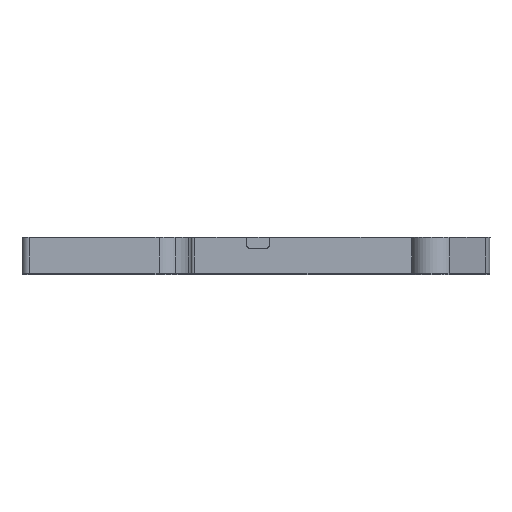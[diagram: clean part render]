
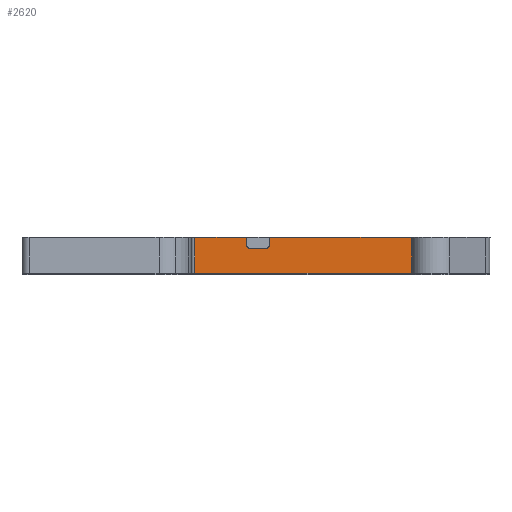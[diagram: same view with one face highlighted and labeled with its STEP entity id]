
A CAD part, front view. The second image highlights one B-rep face of the part: STEP entity #2620.
In plain terms, the highlighted planar face has unit normal (0, -1, 0).
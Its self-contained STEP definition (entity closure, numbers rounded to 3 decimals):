
#120 = CARTESIAN_POINT ( 'NONE',  ( 43.253, 21.03, 55.029 ) ) ;
#442 = VECTOR ( 'NONE', #4320, 1000. ) ;
#657 = CARTESIAN_POINT ( 'NONE',  ( 20.258, 21.03, 53.529 ) ) ;
#769 = DIRECTION ( 'NONE',  ( 1., 0., 0. ) ) ;
#1002 = CARTESIAN_POINT ( 'NONE',  ( 22.958, 21.03, 54.029 ) ) ;
#1248 = VERTEX_POINT ( 'NONE', #3873 ) ;
#1519 = DIRECTION ( 'NONE',  ( 1., 0., 0. ) ) ;
#1924 = CARTESIAN_POINT ( 'NONE',  ( 22.958, 21.03, 55.079 ) ) ;
#1925 = ORIENTED_EDGE ( 'NONE', *, *, #16342, .T. ) ;
#2056 = CARTESIAN_POINT ( 'NONE',  ( 12.549, 21.03, 53.529 ) ) ;
#2154 = CARTESIAN_POINT ( 'NONE',  ( 12.549, 21.03, 55.029 ) ) ;
#2218 = VERTEX_POINT ( 'NONE', #8973 ) ;
#2442 = VERTEX_POINT ( 'NONE', #1002 ) ;
#2452 = CARTESIAN_POINT ( 'NONE',  ( 22.958, 21.03, 53.736 ) ) ;
#2464 = DIRECTION ( 'NONE',  ( 0., 0., 1. ) ) ;
#2585 = VERTEX_POINT ( 'NONE', #8763 ) ;
#2620 = ADVANCED_FACE ( 'NONE', ( #12642 ), #4910, .F. ) ;
#2695 = DIRECTION ( 'NONE',  ( -1., 0., 0. ) ) ;
#2723 = EDGE_CURVE ( 'NONE', #14839, #12631, #7356, .T. ) ;
#3333 = CARTESIAN_POINT ( 'NONE',  ( 19.758, 21.03, 54.029 ) ) ;
#3644 = EDGE_CURVE ( 'NONE', #9749, #2585, #16690, .T. ) ;
#3873 = CARTESIAN_POINT ( 'NONE',  ( 12.549, 21.03, 50.029 ) ) ;
#4320 = DIRECTION ( 'NONE',  ( 0., 0., -1. ) ) ;
#4608 = VECTOR ( 'NONE', #2464, 1000. ) ;
#4910 = PLANE ( 'NONE',  #7213 ) ;
#4965 = DIRECTION ( 'NONE',  ( 0., 1., 0. ) ) ;
#5105 = CARTESIAN_POINT ( 'NONE',  ( 22.958, 21.03, 54.029 ) ) ;
#5315 = DIRECTION ( 'NONE',  ( -1., 0., 0. ) ) ;
#5363 = ORIENTED_EDGE ( 'NONE', *, *, #3644, .T. ) ;
#5837 = ORIENTED_EDGE ( 'NONE', *, *, #12189, .T. ) ;
#5863 = CARTESIAN_POINT ( 'NONE',  ( 43.253, 21.03, 50.029 ) ) ;
#6026 = LINE ( 'NONE', #14246, #12891 ) ;
#6256 = CARTESIAN_POINT ( 'NONE',  ( 22.458, 21.03, 53.529 ) ) ;
#6359 = EDGE_LOOP ( 'NONE', ( #7509, #12970, #15945, #1925, #10749, #9305, #14187, #5837, #16181, #5363 ) ) ;
#6710 = VECTOR ( 'NONE', #2695, 1000. ) ;
#6797 = VERTEX_POINT ( 'NONE', #10400 ) ;
#6801 = LINE ( 'NONE', #16824, #4608 ) ;
#7213 = AXIS2_PLACEMENT_3D ( 'NONE', #13959, #4965, #14007 ) ;
#7356 = LINE ( 'NONE', #8058, #442 ) ;
#7509 = ORIENTED_EDGE ( 'NONE', *, *, #12213, .T. ) ;
#7794 = LINE ( 'NONE', #9340, #15112 ) ;
#8058 = CARTESIAN_POINT ( 'NONE',  ( 43.253, 21.03, 55.079 ) ) ;
#8763 = CARTESIAN_POINT ( 'NONE',  ( 20.258, 21.03, 53.529 ) ) ;
#8828 = CARTESIAN_POINT ( 'NONE',  ( 12.549, 21.03, 55.079 ) ) ;
#8973 = CARTESIAN_POINT ( 'NONE',  ( 12.549, 21.03, 55.029 ) ) ;
#9107 =( BOUNDED_CURVE ( )  B_SPLINE_CURVE ( 3, ( #657, #14950, #13414, #14770 ),
 .UNSPECIFIED., .F., .T. ) 
 B_SPLINE_CURVE_WITH_KNOTS ( ( 4, 4 ),
 ( 4.712, 6.283 ),
 .UNSPECIFIED. ) 
 CURVE ( )  GEOMETRIC_REPRESENTATION_ITEM ( )  RATIONAL_B_SPLINE_CURVE ( ( 1., 0.805, 0.805, 1. ) ) 
 REPRESENTATION_ITEM ( '' )  );
#9305 = ORIENTED_EDGE ( 'NONE', *, *, #2723, .F. ) ;
#9340 = CARTESIAN_POINT ( 'NONE',  ( 12.549, 21.03, 55.029 ) ) ;
#9725 = EDGE_CURVE ( 'NONE', #13216, #6797, #6801, .T. ) ;
#9749 = VERTEX_POINT ( 'NONE', #11903 ) ;
#9768 = LINE ( 'NONE', #2154, #11401 ) ;
#10399 = EDGE_CURVE ( 'NONE', #2218, #6797, #7794, .T. ) ;
#10400 = CARTESIAN_POINT ( 'NONE',  ( 19.758, 21.03, 55.029 ) ) ;
#10465 = LINE ( 'NONE', #8828, #11875 ) ;
#10749 = ORIENTED_EDGE ( 'NONE', *, *, #15978, .F. ) ;
#11401 = VECTOR ( 'NONE', #769, 1000. ) ;
#11688 = EDGE_CURVE ( 'NONE', #14313, #14839, #9768, .T. ) ;
#11875 = VECTOR ( 'NONE', #12608, 1000. ) ;
#11903 = CARTESIAN_POINT ( 'NONE',  ( 22.458, 21.03, 53.529 ) ) ;
#12189 = EDGE_CURVE ( 'NONE', #14313, #2442, #12792, .T. ) ;
#12213 = EDGE_CURVE ( 'NONE', #2585, #13216, #9107, .T. ) ;
#12346 = DIRECTION ( 'NONE',  ( 0., 0., -1. ) ) ;
#12608 = DIRECTION ( 'NONE',  ( 0., 0., -1. ) ) ;
#12631 = VERTEX_POINT ( 'NONE', #5863 ) ;
#12642 = FACE_OUTER_BOUND ( 'NONE', #6359, .T. ) ;
#12792 = LINE ( 'NONE', #1924, #13804 ) ;
#12891 = VECTOR ( 'NONE', #5315, 1000. ) ;
#12896 = EDGE_CURVE ( 'NONE', #2442, #9749, #14382, .T. ) ;
#12970 = ORIENTED_EDGE ( 'NONE', *, *, #9725, .T. ) ;
#13216 = VERTEX_POINT ( 'NONE', #3333 ) ;
#13414 = CARTESIAN_POINT ( 'NONE',  ( 19.758, 21.03, 53.736 ) ) ;
#13759 = CARTESIAN_POINT ( 'NONE',  ( 22.958, 21.03, 55.029 ) ) ;
#13804 = VECTOR ( 'NONE', #12346, 1000. ) ;
#13959 = CARTESIAN_POINT ( 'NONE',  ( 12.549, 21.03, 55.079 ) ) ;
#14007 = DIRECTION ( 'NONE',  ( -1., 0., 0. ) ) ;
#14187 = ORIENTED_EDGE ( 'NONE', *, *, #11688, .F. ) ;
#14246 = CARTESIAN_POINT ( 'NONE',  ( 43.253, 21.03, 50.029 ) ) ;
#14313 = VERTEX_POINT ( 'NONE', #13759 ) ;
#14382 =( BOUNDED_CURVE ( )  B_SPLINE_CURVE ( 3, ( #5105, #2452, #16858, #6256 ),
 .UNSPECIFIED., .F., .T. ) 
 B_SPLINE_CURVE_WITH_KNOTS ( ( 4, 4 ),
 ( 3.142, 4.712 ),
 .UNSPECIFIED. ) 
 CURVE ( )  GEOMETRIC_REPRESENTATION_ITEM ( )  RATIONAL_B_SPLINE_CURVE ( ( 1., 0.805, 0.805, 1. ) ) 
 REPRESENTATION_ITEM ( '' )  );
#14770 = CARTESIAN_POINT ( 'NONE',  ( 19.758, 21.03, 54.029 ) ) ;
#14839 = VERTEX_POINT ( 'NONE', #120 ) ;
#14950 = CARTESIAN_POINT ( 'NONE',  ( 19.965, 21.03, 53.529 ) ) ;
#15112 = VECTOR ( 'NONE', #1519, 1000. ) ;
#15945 = ORIENTED_EDGE ( 'NONE', *, *, #10399, .F. ) ;
#15978 = EDGE_CURVE ( 'NONE', #12631, #1248, #6026, .T. ) ;
#16181 = ORIENTED_EDGE ( 'NONE', *, *, #12896, .T. ) ;
#16342 = EDGE_CURVE ( 'NONE', #2218, #1248, #10465, .T. ) ;
#16690 = LINE ( 'NONE', #2056, #6710 ) ;
#16824 = CARTESIAN_POINT ( 'NONE',  ( 19.758, 21.03, 55.079 ) ) ;
#16858 = CARTESIAN_POINT ( 'NONE',  ( 22.751, 21.03, 53.529 ) ) ;
